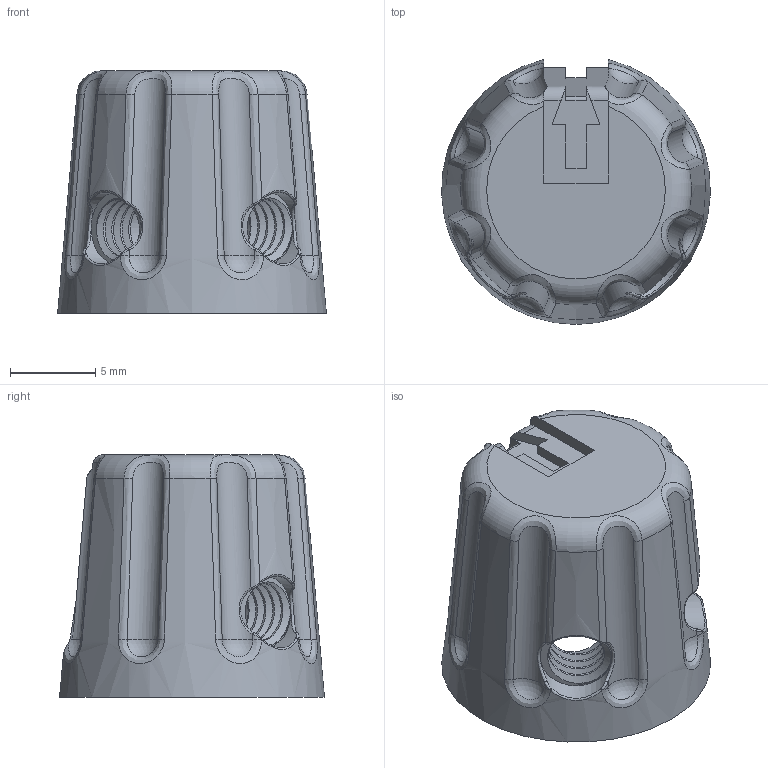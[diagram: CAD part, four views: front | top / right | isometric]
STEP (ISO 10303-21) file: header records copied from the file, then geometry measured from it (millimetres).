
FILE_DESCRIPTION(/* description */ (''),/* implementation_level */ '2;1');
FILE_NAME(/* name */ 'RD239 - Marking.step',/* time_stamp */ '2025-04-27T11:57:11+08:00',/* author */ (''),/* organization */ (''),/* preprocessor_version */ 'ST-DEVELOPER v20.1',/* originating_system */ 'Autodesk Translation Framework v14.4.0.0',/* authorisation */ '');
FILE_SCHEMA (('AUTOMOTIVE_DESIGN { 1 0 10303 214 3 1 1 }'));
Length unit declared in the file: millimetre
Products named in the file (1): RD239
Bounding box: 15.74 x 15.52 x 14.22 mm (x, y, z)
Volume: 1763.7 mm3; surface area: 1297.4 mm2
Topology: 1 solids, 1 shells, 137 faces, 350 edges, 218 vertices
Faces by surface type: bspline 58, cylinder 40, plane 26, sphere 8, cone 4, torus 1
Full cylindrical faces by diameter (mm): 3.332 x4, 4.109 x4, 4.2 x2, 6.1 x1
Entity records: 8203 total; most frequent: CARTESIAN_POINT 5313, ORIENTED_EDGE 700, DIRECTION 427, EDGE_CURVE 350, VERTEX_POINT 218, AXIS2_PLACEMENT_3D 177, B_SPLINE_CURVE_WITH_KNOTS 176, EDGE_LOOP 144
